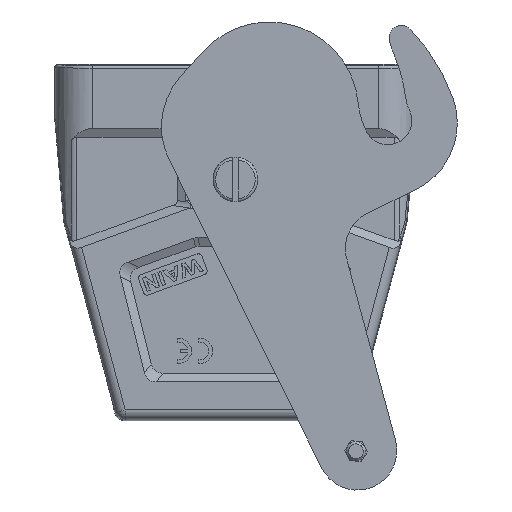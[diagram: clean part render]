
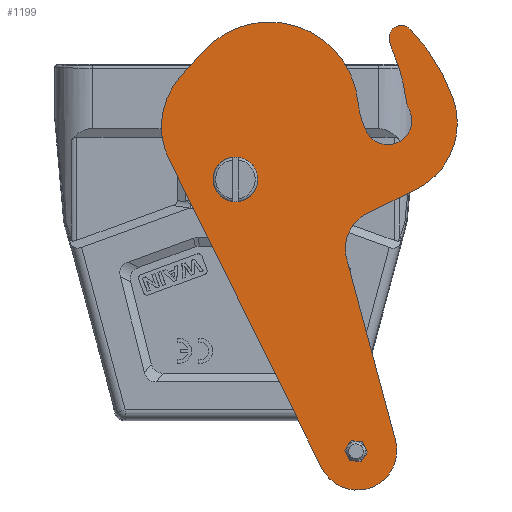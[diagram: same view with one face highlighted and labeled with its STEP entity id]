
A CAD part, front view. The second image highlights one B-rep face of the part: STEP entity #1199.
In plain terms, the highlighted planar face has unit normal (0, -1, 0).
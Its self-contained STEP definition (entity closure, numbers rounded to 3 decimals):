
#303=FACE_BOUND('',#2419,.T.);
#304=FACE_BOUND('',#2420,.T.);
#305=FACE_BOUND('',#2421,.T.);
#708=PLANE('',#10004);
#1199=ADVANCED_FACE('',(#303,#304,#305),#708,.F.);
#2419=EDGE_LOOP('',(#5117,#5118,#5119,#5120,#5121,#5122,#5123,#5124,#5125,
#5126,#5127,#5128,#5129,#5130,#5131,#5132));
#2420=EDGE_LOOP('',(#5133,#5134,#5135,#5136,#5137,#5138));
#2421=EDGE_LOOP('',(#5139));
#2726=CIRCLE('',#9988,14.999);
#2728=CIRCLE('',#9992,14.999);
#2729=CIRCLE('',#9993,35.);
#2730=CIRCLE('',#9994,5.);
#2731=CIRCLE('',#9995,4.85);
#2732=CIRCLE('',#9996,14.999);
#2733=CIRCLE('',#9997,18.);
#2734=CIRCLE('',#9998,8.);
#2735=CIRCLE('',#9999,8.005);
#2736=CIRCLE('',#10000,15.);
#2737=CIRCLE('',#10001,38.401);
#2738=CIRCLE('',#10002,2.5);
#2739=CIRCLE('',#10003,4.5);
#5117=ORIENTED_EDGE('',*,*,#7454,.F.);
#5118=ORIENTED_EDGE('',*,*,#7455,.F.);
#5119=ORIENTED_EDGE('',*,*,#7456,.F.);
#5120=ORIENTED_EDGE('',*,*,#7457,.F.);
#5121=ORIENTED_EDGE('',*,*,#7458,.F.);
#5122=ORIENTED_EDGE('',*,*,#7459,.F.);
#5123=ORIENTED_EDGE('',*,*,#7460,.F.);
#5124=ORIENTED_EDGE('',*,*,#7448,.F.);
#5125=ORIENTED_EDGE('',*,*,#7453,.F.);
#5126=ORIENTED_EDGE('',*,*,#7461,.F.);
#5127=ORIENTED_EDGE('',*,*,#7462,.F.);
#5128=ORIENTED_EDGE('',*,*,#7463,.F.);
#5129=ORIENTED_EDGE('',*,*,#7464,.T.);
#5130=ORIENTED_EDGE('',*,*,#7465,.F.);
#5131=ORIENTED_EDGE('',*,*,#7466,.F.);
#5132=ORIENTED_EDGE('',*,*,#7467,.F.);
#5133=ORIENTED_EDGE('',*,*,#7468,.F.);
#5134=ORIENTED_EDGE('',*,*,#7469,.T.);
#5135=ORIENTED_EDGE('',*,*,#7470,.F.);
#5136=ORIENTED_EDGE('',*,*,#7471,.F.);
#5137=ORIENTED_EDGE('',*,*,#7472,.T.);
#5138=ORIENTED_EDGE('',*,*,#7473,.F.);
#5139=ORIENTED_EDGE('',*,*,#7474,.F.);
#6206=VERTEX_POINT('',#16670);
#6208=VERTEX_POINT('',#16673);
#6211=VERTEX_POINT('',#16681);
#6212=VERTEX_POINT('',#16685);
#6213=VERTEX_POINT('',#16686);
#6214=VERTEX_POINT('',#16688);
#6215=VERTEX_POINT('',#16690);
#6216=VERTEX_POINT('',#16692);
#6217=VERTEX_POINT('',#16694);
#6218=VERTEX_POINT('',#16696);
#6219=VERTEX_POINT('',#16699);
#6220=VERTEX_POINT('',#16701);
#6221=VERTEX_POINT('',#16703);
#6222=VERTEX_POINT('',#16705);
#6223=VERTEX_POINT('',#16707);
#6224=VERTEX_POINT('',#16709);
#6225=VERTEX_POINT('',#16712);
#6226=VERTEX_POINT('',#16713);
#6227=VERTEX_POINT('',#16715);
#6228=VERTEX_POINT('',#16717);
#6229=VERTEX_POINT('',#16719);
#6230=VERTEX_POINT('',#16721);
#6231=VERTEX_POINT('',#16724);
#7448=EDGE_CURVE('',#6206,#6208,#2726,.T.);
#7453=EDGE_CURVE('',#6211,#6206,#8344,.T.);
#7454=EDGE_CURVE('',#6212,#6213,#2728,.T.);
#7455=EDGE_CURVE('',#6214,#6212,#2729,.T.);
#7456=EDGE_CURVE('',#6215,#6214,#2730,.T.);
#7457=EDGE_CURVE('',#6216,#6215,#2731,.T.);
#7458=EDGE_CURVE('',#6217,#6216,#2732,.T.);
#7459=EDGE_CURVE('',#6218,#6217,#2733,.T.);
#7460=EDGE_CURVE('',#6208,#6218,#8345,.T.);
#7461=EDGE_CURVE('',#6219,#6211,#2734,.T.);
#7462=EDGE_CURVE('',#6220,#6219,#8346,.T.);
#7463=EDGE_CURVE('',#6221,#6220,#2735,.T.);
#7464=EDGE_CURVE('',#6221,#6222,#8347,.T.);
#7465=EDGE_CURVE('',#6223,#6222,#2736,.T.);
#7466=EDGE_CURVE('',#6224,#6223,#2737,.T.);
#7467=EDGE_CURVE('',#6213,#6224,#2738,.T.);
#7468=EDGE_CURVE('',#6225,#6226,#8348,.T.);
#7469=EDGE_CURVE('',#6225,#6227,#8349,.T.);
#7470=EDGE_CURVE('',#6228,#6227,#8350,.T.);
#7471=EDGE_CURVE('',#6229,#6228,#8351,.T.);
#7472=EDGE_CURVE('',#6229,#6230,#8352,.T.);
#7473=EDGE_CURVE('',#6226,#6230,#8353,.T.);
#7474=EDGE_CURVE('',#6231,#6231,#2739,.T.);
#8344=LINE('',#16682,#9143);
#8345=LINE('',#16697,#9144);
#8346=LINE('',#16700,#9145);
#8347=LINE('',#16704,#9146);
#8348=LINE('',#16711,#9147);
#8349=LINE('',#16714,#9148);
#8350=LINE('',#16716,#9149);
#8351=LINE('',#16718,#9150);
#8352=LINE('',#16720,#9151);
#8353=LINE('',#16722,#9152);
#9143=VECTOR('',#12350,1.);
#9144=VECTOR('',#12365,1.);
#9145=VECTOR('',#12368,1.);
#9146=VECTOR('',#12371,1.);
#9147=VECTOR('',#12378,1.);
#9148=VECTOR('',#12379,1.);
#9149=VECTOR('',#12380,1.);
#9150=VECTOR('',#12381,1.);
#9151=VECTOR('',#12382,1.);
#9152=VECTOR('',#12383,1.);
#9988=AXIS2_PLACEMENT_3D('',#16672,#12341,#12342);
#9992=AXIS2_PLACEMENT_3D('',#16684,#12353,#12354);
#9993=AXIS2_PLACEMENT_3D('',#16687,#12355,#12356);
#9994=AXIS2_PLACEMENT_3D('',#16689,#12357,#12358);
#9995=AXIS2_PLACEMENT_3D('',#16691,#12359,#12360);
#9996=AXIS2_PLACEMENT_3D('',#16693,#12361,#12362);
#9997=AXIS2_PLACEMENT_3D('',#16695,#12363,#12364);
#9998=AXIS2_PLACEMENT_3D('',#16698,#12366,#12367);
#9999=AXIS2_PLACEMENT_3D('',#16702,#12369,#12370);
#10000=AXIS2_PLACEMENT_3D('',#16706,#12372,#12373);
#10001=AXIS2_PLACEMENT_3D('',#16708,#12374,#12375);
#10002=AXIS2_PLACEMENT_3D('',#16710,#12376,#12377);
#10003=AXIS2_PLACEMENT_3D('',#16723,#12384,#12385);
#10004=AXIS2_PLACEMENT_3D('',#16725,#12386,#12387);
#12341=DIRECTION('',(0.,1.,0.));
#12342=DIRECTION('',(0.,0.,1.));
#12350=DIRECTION('',(-0.444,0.,0.896));
#12353=DIRECTION('',(0.,1.,0.));
#12354=DIRECTION('',(0.,0.,1.));
#12355=DIRECTION('',(0.,-1.,0.));
#12356=DIRECTION('',(0.,0.,1.));
#12357=DIRECTION('',(0.,1.,0.));
#12358=DIRECTION('',(0.,0.,1.));
#12359=DIRECTION('',(0.,-1.,0.));
#12360=DIRECTION('',(0.,0.,1.));
#12361=DIRECTION('',(0.,-1.,0.));
#12362=DIRECTION('',(0.,0.,1.));
#12363=DIRECTION('',(0.,1.,0.));
#12364=DIRECTION('',(0.,0.,1.));
#12365=DIRECTION('',(0.668,0.,0.744));
#12366=DIRECTION('',(0.,1.,0.));
#12367=DIRECTION('',(0.,0.,1.));
#12368=DIRECTION('',(0.26,0.,-0.966));
#12369=DIRECTION('',(0.,-1.,0.));
#12370=DIRECTION('',(0.,0.,1.));
#12371=DIRECTION('',(0.9,0.,0.436));
#12372=DIRECTION('',(0.,1.,0.));
#12373=DIRECTION('',(0.,0.,1.));
#12374=DIRECTION('',(0.,1.,0.));
#12375=DIRECTION('',(0.,0.,1.));
#12376=DIRECTION('',(0.,1.,0.));
#12377=DIRECTION('',(0.,0.,1.));
#12378=DIRECTION('',(-0.997,0.,0.072));
#12379=DIRECTION('',(0.436,0.,-0.9));
#12380=DIRECTION('',(0.561,0.,0.828));
#12381=DIRECTION('',(0.997,0.,-0.072));
#12382=DIRECTION('',(-0.436,0.,0.9));
#12383=DIRECTION('',(-0.561,0.,-0.828));
#12384=DIRECTION('',(0.,-1.,0.));
#12385=DIRECTION('',(0.,0.,1.));
#12386=DIRECTION('',(0.,1.,0.));
#12387=DIRECTION('',(0.9,0.,0.436));
#16670=CARTESIAN_POINT('',(-13.399,-26.,-19.239));
#16672=CARTESIAN_POINT('',(0.045,-26.,-12.587));
#16673=CARTESIAN_POINT('',(-11.113,-26.,-2.562));
#16681=CARTESIAN_POINT('',(17.444,-26.,-81.569));
#16682=CARTESIAN_POINT('',(-13.434,-26.,-19.169));
#16684=CARTESIAN_POINT('',(45.69,-26.,8.195));
#16685=CARTESIAN_POINT('',(31.906,-26.,2.281));
#16686=CARTESIAN_POINT('',(31.096,-26.,4.732));
#16687=CARTESIAN_POINT('',(-0.259,-26.,-11.519));
#16688=CARTESIAN_POINT('',(34.488,-26.,-7.322));
#16689=CARTESIAN_POINT('',(39.452,-26.,-6.723));
#16690=CARTESIAN_POINT('',(35.056,-26.,-9.105));
#16691=CARTESIAN_POINT('',(30.793,-26.,-11.416));
#16692=CARTESIAN_POINT('',(26.516,-26.,-13.703));
#16693=CARTESIAN_POINT('',(39.743,-26.,-6.63));
#16694=CARTESIAN_POINT('',(24.8,-26.,-7.927));
#16695=CARTESIAN_POINT('',(6.867,-26.,-9.483));
#16696=CARTESIAN_POINT('',(-6.522,-26.,2.547));
#16697=CARTESIAN_POINT('',(-11.116,-26.,-2.566));
#16698=CARTESIAN_POINT('',(24.615,-26.,-78.021));
#16699=CARTESIAN_POINT('',(32.34,-26.,-75.942));
#16700=CARTESIAN_POINT('',(32.34,-26.,-75.942));
#16701=CARTESIAN_POINT('',(22.602,-26.,-39.759));
#16702=CARTESIAN_POINT('',(30.209,-26.,-37.268));
#16703=CARTESIAN_POINT('',(26.462,-26.,-30.192));
#16704=CARTESIAN_POINT('',(-28.252,-26.,-56.705));
#16705=CARTESIAN_POINT('',(36.356,-26.,-25.394));
#16706=CARTESIAN_POINT('',(29.814,-26.,-11.896));
#16707=CARTESIAN_POINT('',(43.962,-26.,-6.912));
#16708=CARTESIAN_POINT('',(7.743,-26.,-19.67));
#16709=CARTESIAN_POINT('',(35.324,-26.,7.049));
#16710=CARTESIAN_POINT('',(33.528,-26.,5.31));
#16711=CARTESIAN_POINT('',(23.36,-26.,-76.071));
#16712=CARTESIAN_POINT('',(25.663,-26.,-76.238));
#16713=CARTESIAN_POINT('',(23.36,-26.,-76.071));
#16714=CARTESIAN_POINT('',(-17.445,-26.,12.712));
#16715=CARTESIAN_POINT('',(26.67,-26.,-78.316));
#16716=CARTESIAN_POINT('',(26.67,-26.,-78.316));
#16717=CARTESIAN_POINT('',(25.374,-26.,-80.227));
#16718=CARTESIAN_POINT('',(25.374,-26.,-80.227));
#16719=CARTESIAN_POINT('',(23.071,-26.,-80.06));
#16720=CARTESIAN_POINT('',(-21.044,-26.,10.968));
#16721=CARTESIAN_POINT('',(22.064,-26.,-77.982));
#16722=CARTESIAN_POINT('',(22.064,-26.,-77.982));
#16723=CARTESIAN_POINT('',(0.,-26.,-23.283));
#16724=CARTESIAN_POINT('',(0.,-26.,-18.783));
#16725=CARTESIAN_POINT('',(-53.44,-26.,-4.732));
